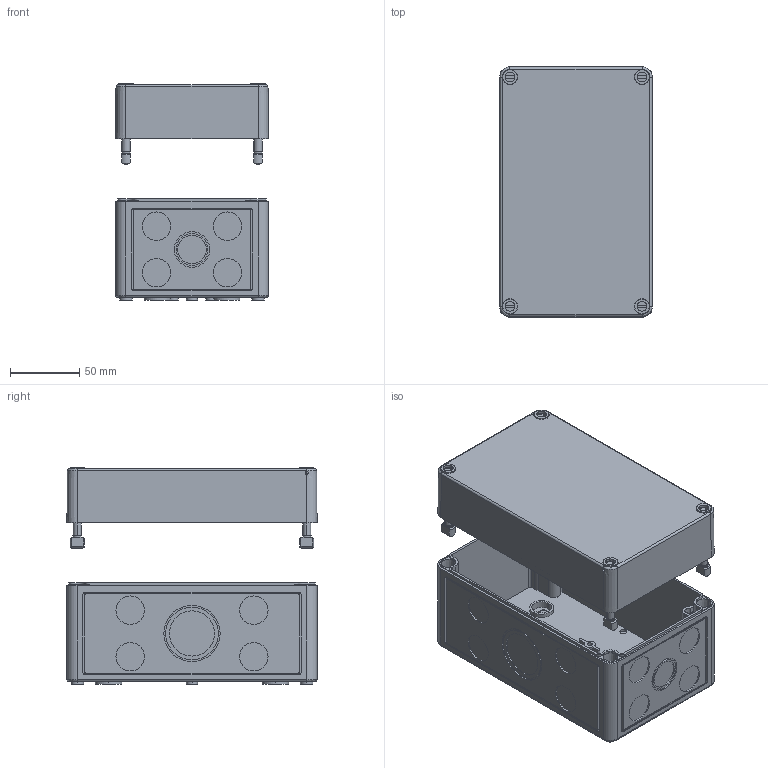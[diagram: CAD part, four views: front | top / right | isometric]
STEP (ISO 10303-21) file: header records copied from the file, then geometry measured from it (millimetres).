
FILE_DESCRIPTION (( 'STEP AP203' ), '1' );
FILE_NAME ('60111822.step', '2014-12-03T14:59:01', ( 'Windows-Benutzer' ), ( '' ), 'SwSTEP 2.0', 'SolidWorks 2014', '' );
FILE_SCHEMA (( 'CONFIG_CONTROL_DESIGN' ));
Length unit declared in the file: millimetre
Products named in the file (4): Schraube_TK58mm-schwarz; 60111822; Kasten_TK1811-m; Deckel_TK1811-11-t
Assembly tree (6 placements, depth 2):
  60111822
    Kasten_TK1811-m
    Deckel_TK1811-11-t
    Schraube_TK58mm-schwarz  x4
Bounding box: 110 x 180 x 155.7 mm (x, y, z)
Volume: 367006.6 mm3; surface area: 232840 mm2
Topology: 6 solids, 6 shells, 971 faces, 2406 edges, 1572 vertices
Faces by surface type: plane 561, cylinder 314, cone 72, bspline 24
Entity records: 22384 total; most frequent: CARTESIAN_POINT 4109, DIRECTION 3888, ORIENTED_EDGE 3588, EDGE_CURVE 1794, AXIS2_PLACEMENT_3D 1425, VERTEX_POINT 1170, VECTOR 1038, LINE 1038
